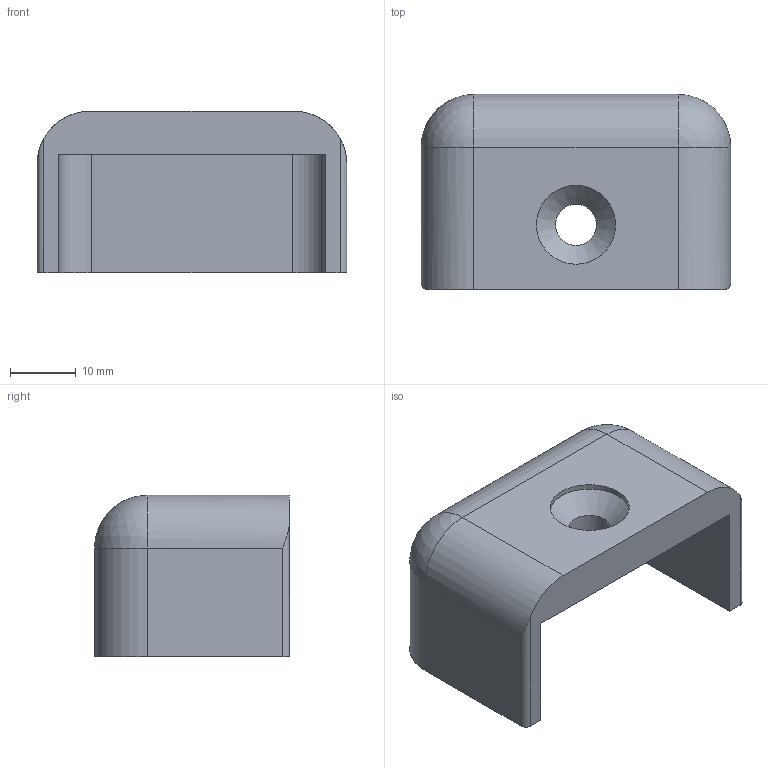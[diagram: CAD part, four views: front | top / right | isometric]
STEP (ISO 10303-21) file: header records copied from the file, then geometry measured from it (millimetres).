
FILE_DESCRIPTION(/* description */ (''),/* implementation_level */ '2;1');
FILE_NAME(/* name */ '691.341-B.stp',/* time_stamp */ '2015-10-08T10:48:02+02:00',/* author */ ('carmine'),/* organization */ (''),/* preprocessor_version */ 'ST-DEVELOPER v15.2',/* originating_system */ 'Autodesk Inventor 2014',/* authorisation */ '');
FILE_SCHEMA (('AUTOMOTIVE_DESIGN { 1 0 10303 214 3 1 1 }'));
Length unit declared in the file: millimetre
Products named in the file (1): 40x8 - Terminale semplice alu
Bounding box: 47 x 29.6 x 24.5 mm (x, y, z)
Volume: 12765.4 mm3; surface area: 6841.3 mm2
Topology: 1 solids, 1 shells, 24 faces, 61 edges, 37 vertices
Faces by surface type: cylinder 11, plane 10, sphere 2, cone 1
Full cylindrical faces by diameter (mm): 6.25 x1, 12 x1
Entity records: 716 total; most frequent: CARTESIAN_POINT 128, DIRECTION 123, ORIENTED_EDGE 110, EDGE_CURVE 55, AXIS2_PLACEMENT_3D 45, VERTEX_POINT 36, LINE 33, VECTOR 33
